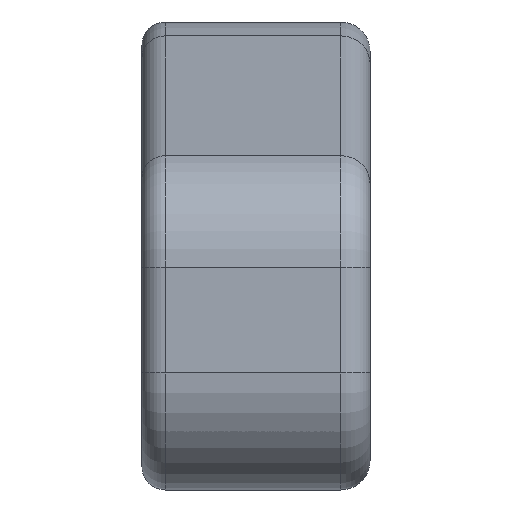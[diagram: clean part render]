
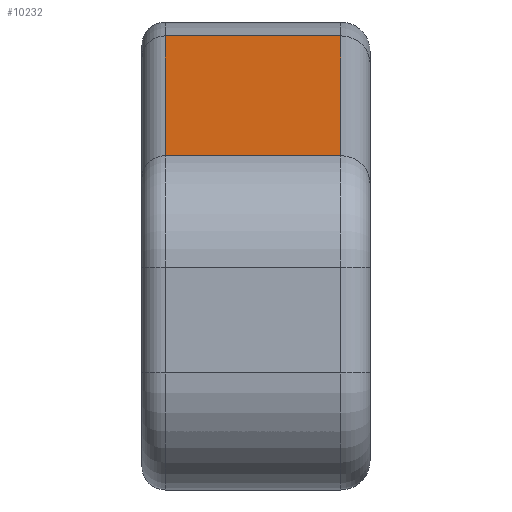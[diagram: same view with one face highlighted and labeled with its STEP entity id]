
A CAD part, left-side view. The second image highlights one B-rep face of the part: STEP entity #10232.
In plain terms, the highlighted planar face has unit normal (-0.304, 0, 0.953).
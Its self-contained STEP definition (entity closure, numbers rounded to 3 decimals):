
#6818 = CYLINDRICAL_SURFACE('',#6819,0.8);
#6819 = AXIS2_PLACEMENT_3D('',#6820,#6821,#6822);
#6820 = CARTESIAN_POINT('',(-50.772,-26.8,10.668));
#6821 = DIRECTION('',(0.953,0.,0.304));
#6822 = DIRECTION('',(0.,1.,0.));
#7464 = CYLINDRICAL_SURFACE('',#7465,1.);
#7465 = AXIS2_PLACEMENT_3D('',#7466,#7467,#7468);
#7466 = CARTESIAN_POINT('',(-50.711,-32.8,10.477));
#7467 = DIRECTION('',(0.953,0.,0.304));
#7468 = DIRECTION('',(0.,-1.,0.));
#8735 = VERTEX_POINT('',#8736);
#8736 = CARTESIAN_POINT('',(-38.18,-26.8,15.527));
#8773 = CYLINDRICAL_SURFACE('',#8774,10.);
#8774 = AXIS2_PLACEMENT_3D('',#8775,#8776,#8777);
#8775 = CARTESIAN_POINT('',(-35.139,-26.,6.));
#8776 = DIRECTION('',(0.,-1.,0.));
#8777 = DIRECTION('',(-0.304,0.,0.953));
#8789 = VERTEX_POINT('',#8790);
#8790 = CARTESIAN_POINT('',(-51.015,-26.8,11.43));
#8810 = EDGE_CURVE('',#8789,#8735,#8811,.T.);
#8811 = SURFACE_CURVE('',#8812,(#8816,#8823),.PCURVE_S1.);
#8812 = LINE('',#8813,#8814);
#8813 = CARTESIAN_POINT('',(-51.015,-26.8,11.43));
#8814 = VECTOR('',#8815,1.);
#8815 = DIRECTION('',(0.953,0.,0.304));
#8816 = PCURVE('',#6818,#8817);
#8817 = DEFINITIONAL_REPRESENTATION('',(#8818),#8822);
#8818 = LINE('',#8819,#8820);
#8819 = CARTESIAN_POINT('',(1.571,0.));
#8820 = VECTOR('',#8821,1.);
#8821 = DIRECTION('',(0.,1.));
#8822 = ( GEOMETRIC_REPRESENTATION_CONTEXT(2) 
PARAMETRIC_REPRESENTATION_CONTEXT() REPRESENTATION_CONTEXT('2D SPACE',''
  ) );
#8823 = PCURVE('',#8824,#8829);
#8824 = PLANE('',#8825);
#8825 = AXIS2_PLACEMENT_3D('',#8826,#8827,#8828);
#8826 = CARTESIAN_POINT('',(-53.799,-26.,10.541));
#8827 = DIRECTION('',(-0.304,0.,0.953));
#8828 = DIRECTION('',(0.953,0.,0.304));
#8829 = DEFINITIONAL_REPRESENTATION('',(#8830),#8834);
#8830 = LINE('',#8831,#8832);
#8831 = CARTESIAN_POINT('',(2.922,-0.8));
#8832 = VECTOR('',#8833,1.);
#8833 = DIRECTION('',(1.,0.));
#8834 = ( GEOMETRIC_REPRESENTATION_CONTEXT(2) 
PARAMETRIC_REPRESENTATION_CONTEXT() REPRESENTATION_CONTEXT('2D SPACE',''
  ) );
#8880 = CYLINDRICAL_SURFACE('',#8881,4.);
#8881 = AXIS2_PLACEMENT_3D('',#8882,#8883,#8884);
#8882 = CARTESIAN_POINT('',(-49.799,-26.,7.619));
#8883 = DIRECTION('',(0.,-1.,0.));
#8884 = DIRECTION('',(-1.,0.,0.));
#9377 = VERTEX_POINT('',#9378);
#9378 = CARTESIAN_POINT('',(-38.18,-32.8,15.527));
#9426 = VERTEX_POINT('',#9427);
#9427 = CARTESIAN_POINT('',(-51.015,-32.8,11.43));
#9447 = EDGE_CURVE('',#9426,#9377,#9448,.T.);
#9448 = SURFACE_CURVE('',#9449,(#9453,#9460),.PCURVE_S1.);
#9449 = LINE('',#9450,#9451);
#9450 = CARTESIAN_POINT('',(-51.015,-32.8,11.43));
#9451 = VECTOR('',#9452,1.);
#9452 = DIRECTION('',(0.953,0.,0.304));
#9453 = PCURVE('',#7464,#9454);
#9454 = DEFINITIONAL_REPRESENTATION('',(#9455),#9459);
#9455 = LINE('',#9456,#9457);
#9456 = CARTESIAN_POINT('',(-1.571,0.));
#9457 = VECTOR('',#9458,1.);
#9458 = DIRECTION('',(-0.,1.));
#9459 = ( GEOMETRIC_REPRESENTATION_CONTEXT(2) 
PARAMETRIC_REPRESENTATION_CONTEXT() REPRESENTATION_CONTEXT('2D SPACE',''
  ) );
#9460 = PCURVE('',#8824,#9461);
#9461 = DEFINITIONAL_REPRESENTATION('',(#9462),#9466);
#9462 = LINE('',#9463,#9464);
#9463 = CARTESIAN_POINT('',(2.922,-6.8));
#9464 = VECTOR('',#9465,1.);
#9465 = DIRECTION('',(1.,0.));
#9466 = ( GEOMETRIC_REPRESENTATION_CONTEXT(2) 
PARAMETRIC_REPRESENTATION_CONTEXT() REPRESENTATION_CONTEXT('2D SPACE',''
  ) );
#10209 = EDGE_CURVE('',#8735,#9377,#10210,.T.);
#10210 = SURFACE_CURVE('',#10211,(#10215,#10222),.PCURVE_S1.);
#10211 = LINE('',#10212,#10213);
#10212 = CARTESIAN_POINT('',(-38.18,-26.,15.527));
#10213 = VECTOR('',#10214,1.);
#10214 = DIRECTION('',(0.,-1.,0.));
#10215 = PCURVE('',#8773,#10216);
#10216 = DEFINITIONAL_REPRESENTATION('',(#10217),#10221);
#10217 = LINE('',#10218,#10219);
#10218 = CARTESIAN_POINT('',(-0.,0.));
#10219 = VECTOR('',#10220,1.);
#10220 = DIRECTION('',(-0.,1.));
#10221 = ( GEOMETRIC_REPRESENTATION_CONTEXT(2) 
PARAMETRIC_REPRESENTATION_CONTEXT() REPRESENTATION_CONTEXT('2D SPACE',''
  ) );
#10222 = PCURVE('',#8824,#10223);
#10223 = DEFINITIONAL_REPRESENTATION('',(#10224),#10228);
#10224 = LINE('',#10225,#10226);
#10225 = CARTESIAN_POINT('',(16.395,0.));
#10226 = VECTOR('',#10227,1.);
#10227 = DIRECTION('',(0.,-1.));
#10228 = ( GEOMETRIC_REPRESENTATION_CONTEXT(2) 
PARAMETRIC_REPRESENTATION_CONTEXT() REPRESENTATION_CONTEXT('2D SPACE',''
  ) );
#10232 = ADVANCED_FACE('',(#10233),#8824,.T.);
#10233 = FACE_BOUND('',#10234,.T.);
#10234 = EDGE_LOOP('',(#10235,#10236,#10237,#10258));
#10235 = ORIENTED_EDGE('',*,*,#10209,.F.);
#10236 = ORIENTED_EDGE('',*,*,#8810,.F.);
#10237 = ORIENTED_EDGE('',*,*,#10238,.T.);
#10238 = EDGE_CURVE('',#8789,#9426,#10239,.T.);
#10239 = SURFACE_CURVE('',#10240,(#10244,#10251),.PCURVE_S1.);
#10240 = LINE('',#10241,#10242);
#10241 = CARTESIAN_POINT('',(-51.015,-26.,11.43));
#10242 = VECTOR('',#10243,1.);
#10243 = DIRECTION('',(0.,-1.,0.));
#10244 = PCURVE('',#8824,#10245);
#10245 = DEFINITIONAL_REPRESENTATION('',(#10246),#10250);
#10246 = LINE('',#10247,#10248);
#10247 = CARTESIAN_POINT('',(2.922,0.));
#10248 = VECTOR('',#10249,1.);
#10249 = DIRECTION('',(0.,-1.));
#10250 = ( GEOMETRIC_REPRESENTATION_CONTEXT(2) 
PARAMETRIC_REPRESENTATION_CONTEXT() REPRESENTATION_CONTEXT('2D SPACE',''
  ) );
#10251 = PCURVE('',#8880,#10252);
#10252 = DEFINITIONAL_REPRESENTATION('',(#10253),#10257);
#10253 = LINE('',#10254,#10255);
#10254 = CARTESIAN_POINT('',(-1.262,0.));
#10255 = VECTOR('',#10256,1.);
#10256 = DIRECTION('',(-0.,1.));
#10257 = ( GEOMETRIC_REPRESENTATION_CONTEXT(2) 
PARAMETRIC_REPRESENTATION_CONTEXT() REPRESENTATION_CONTEXT('2D SPACE',''
  ) );
#10258 = ORIENTED_EDGE('',*,*,#9447,.T.);
